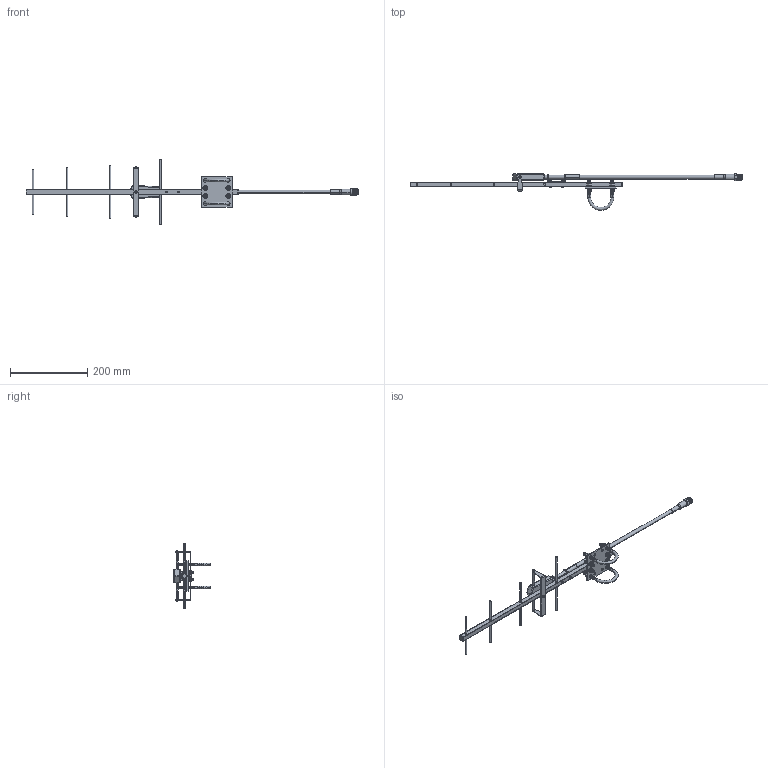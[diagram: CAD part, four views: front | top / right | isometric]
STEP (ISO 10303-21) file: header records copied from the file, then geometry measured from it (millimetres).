
FILE_DESCRIPTION (( 'STEP AP214' ), '1' );
FILE_NAME ('FM51YA1012_3D.step', '2022-12-30T21:59:04', ( '' ), ( '' ), 'SwSTEP 2.0', 'SolidWorks 2022', '' );
FILE_SCHEMA (( 'AUTOMOTIVE_DESIGN' ));
Length unit declared in the file: inch
Products named in the file (1): FM51YA1012_3D
Bounding box: 858.64 x 94.77 x 169.86 mm (x, y, z)
Volume: 177393.4 mm3; surface area: 119596.2 mm2
Topology: 8 solids, 17 shells, 1640 faces, 3572 edges, 2043 vertices
Faces by surface type: cone 939, plane 322, cylinder 252, torus 110, sphere 10, bspline 7
Entity records: 65087 total; most frequent: CARTESIAN_POINT 10988, DIRECTION 8131, ORIENTED_EDGE 7124, EDGE_CURVE 3562, AXIS2_PLACEMENT_3D 3251, VERTEX_POINT 2043, EDGE_LOOP 1771, FACE_OUTER_BOUND 1640
